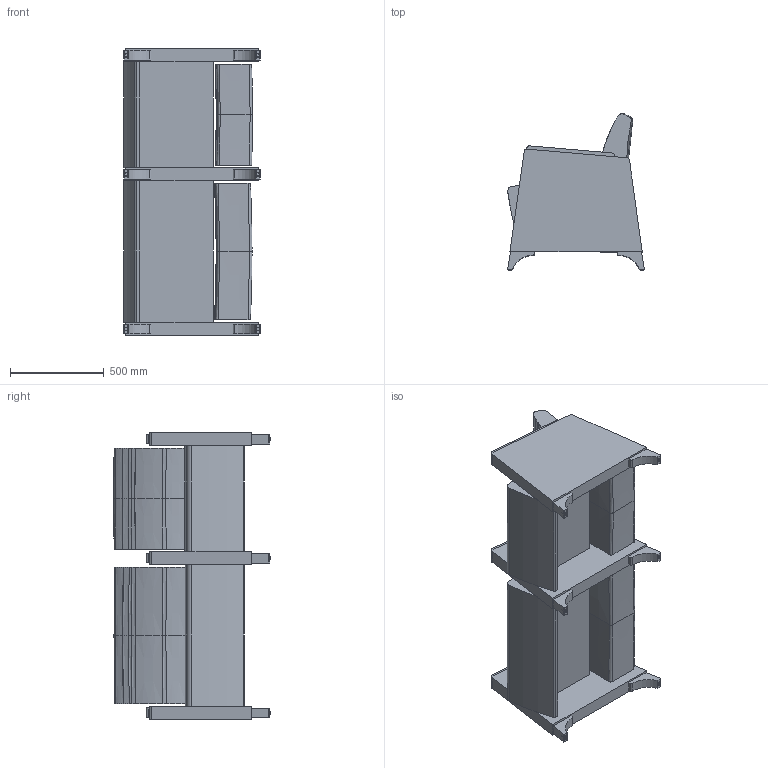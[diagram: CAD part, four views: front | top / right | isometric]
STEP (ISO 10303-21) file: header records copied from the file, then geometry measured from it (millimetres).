
FILE_DESCRIPTION(/* description */ (''),/* implementation_level */ '2;1');
FILE_NAME(/* name */ 'KAU20IBLJ (SYMBOL).stp',/* time_stamp */ '2017-03-17T13:32:39-04:00',/* author */ ('emerkel'),/* organization */ (''),/* preprocessor_version */ 'ST-DEVELOPER v16.5',/* originating_system */ 'Autodesk Inventor 2017',/* authorisation */ '');
FILE_SCHEMA (('AUTOMOTIVE_DESIGN { 1 0 10303 214 3 1 1 }'));
Length unit declared in the file: inch
Products named in the file (11): KAU20IBLU-W (SYMBOL); KOU10 SEAT; KOU10 NEW BACK; KAU10BU-W (SYMBOL); KOU10B NEW BACK; KOU10 SEAT_1; CM10B MAC FLAT2; KAD UPH ARM; LEG WBO SQ 2-4 (generic); LEG WBO SQ 2-4 (generic)_1; GLIDE W11-16
Assembly tree (19 placements, depth 4):
  KAU20IBLU-W (SYMBOL)
    KOU10 SEAT
    KOU10 NEW BACK
    KAD UPH ARM
    CM10B MAC FLAT2
    LEG WBO SQ 2-4 (generic)  x2
      LEG WBO SQ 2-4 (generic)_1
      GLIDE W11-16
    KAU10BU-W (SYMBOL)
      KOU10B NEW BACK
      KOU10 SEAT_1
      CM10B MAC FLAT2  x2
      KAD UPH ARM  x2
      LEG WBO SQ 2-4 (generic)  x4
        LEG WBO SQ 2-4 (generic)_1
        GLIDE W11-16
Bounding box: 729.48 x 835.92 x 1530.38 mm (x, y, z)
Volume: 295134859.6 mm3; surface area: 7644767.2 mm2
Topology: 28 solids, 28 shells, 390 faces, 856 edges, 522 vertices
Faces by surface type: plane 122, cone 90, bspline 88, cylinder 84, torus 6
Full cylindrical faces by diameter (mm): 5.842 x12, 8.509 x6, 9.525 x6, 18.263 x6, 19.05 x6
Entity records: 6331 total; most frequent: CARTESIAN_POINT 2571, ORIENTED_EDGE 726, DIRECTION 671, EDGE_CURVE 362, AXIS2_PLACEMENT_3D 296, VERTEX_POINT 234, EDGE_LOOP 193, FACE_OUTER_BOUND 168
